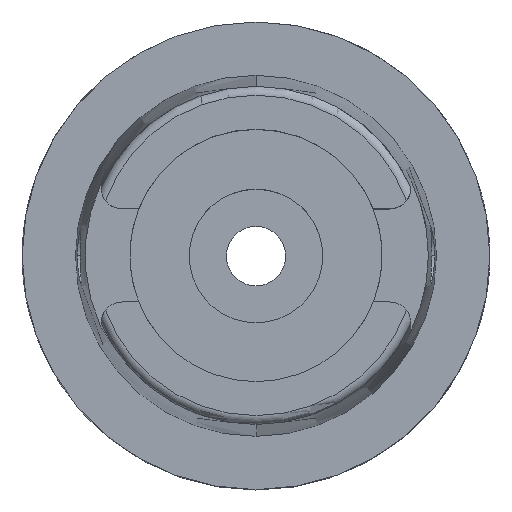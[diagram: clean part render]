
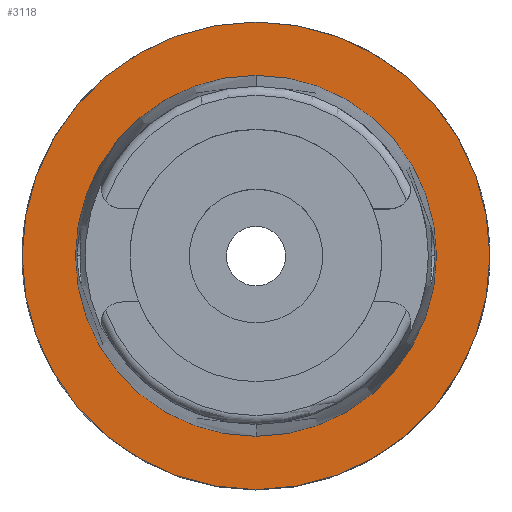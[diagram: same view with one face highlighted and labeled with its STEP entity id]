
A CAD part, top view. The second image highlights one B-rep face of the part: STEP entity #3118.
In plain terms, the highlighted planar face has unit normal (0, 0, 1).
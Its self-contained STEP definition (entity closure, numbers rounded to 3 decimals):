
#645=CARTESIAN_POINT('',(0.,0.,0.));
#646=DIRECTION('',(0.,0.,-1.));
#647=DIRECTION('',(0.,-1.,0.));
#648=AXIS2_PLACEMENT_3D('',#645,#646,#647);
#653=CARTESIAN_POINT('',(0.,0.,0.));
#654=DIRECTION('',(0.,0.,-1.));
#655=DIRECTION('',(0.,1.,0.));
#656=AXIS2_PLACEMENT_3D('',#653,#654,#655);
#661=CARTESIAN_POINT('',(0.,0.,0.));
#662=DIRECTION('',(0.,0.,1.));
#663=DIRECTION('',(0.,-1.,0.));
#664=AXIS2_PLACEMENT_3D('',#661,#662,#663);
#669=CARTESIAN_POINT('',(0.,0.,0.));
#670=DIRECTION('',(0.,0.,1.));
#671=DIRECTION('',(0.,1.,0.));
#672=AXIS2_PLACEMENT_3D('',#669,#670,#671);
#2446=CARTESIAN_POINT('',(0.,-24.315,0.));
#2447=VERTEX_POINT('',#2446);
#2448=CARTESIAN_POINT('',(0.,24.315,0.));
#2449=VERTEX_POINT('',#2448);
#2732=CARTESIAN_POINT('',(0.,31.5,0.));
#2733=VERTEX_POINT('',#2732);
#2734=CARTESIAN_POINT('',(0.,-31.5,0.));
#2735=VERTEX_POINT('',#2734);
#3103=CARTESIAN_POINT('',(0.,0.,0.));
#3104=DIRECTION('',(0.,0.,1.));
#3105=DIRECTION('',(0.,1.,0.));
#3106=AXIS2_PLACEMENT_3D('',#3103,#3104,#3105);
#3107=PLANE('',#3106);
#3109=ORIENTED_EDGE('',*,*,#3108,.T.);
#3111=ORIENTED_EDGE('',*,*,#3110,.T.);
#3112=EDGE_LOOP('',(#3109,#3111));
#3113=FACE_OUTER_BOUND('',#3112,.F.);
#3114=ORIENTED_EDGE('',*,*,#3061,.T.);
#3115=ORIENTED_EDGE('',*,*,#2854,.T.);
#3116=EDGE_LOOP('',(#3114,#3115));
#3117=FACE_BOUND('',#3116,.F.);
#649=CIRCLE('',#648,31.5);
#657=CIRCLE('',#656,31.5);
#665=CIRCLE('',#664,24.315);
#673=CIRCLE('',#672,24.315);
#2854=EDGE_CURVE('',#2449,#2447,#673,.T.);
#3061=EDGE_CURVE('',#2447,#2449,#665,.T.);
#3108=EDGE_CURVE('',#2735,#2733,#649,.T.);
#3110=EDGE_CURVE('',#2733,#2735,#657,.T.);
#3118=ADVANCED_FACE('',(#3113,#3117),#3107,.T.);
